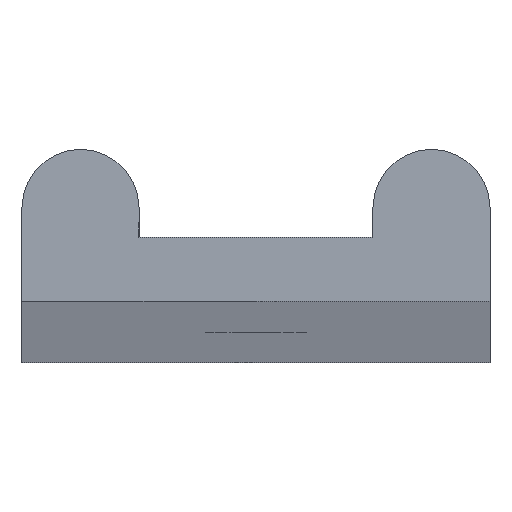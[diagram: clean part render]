
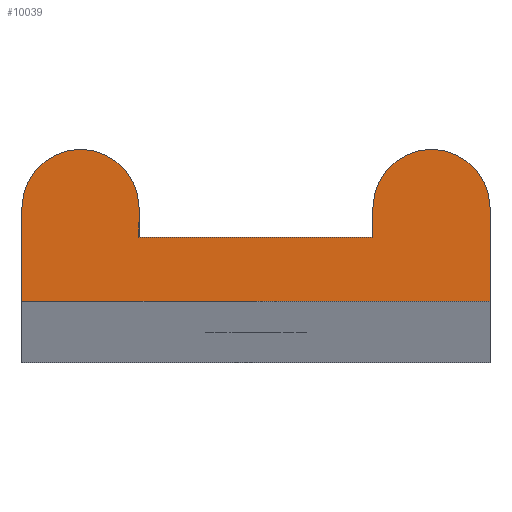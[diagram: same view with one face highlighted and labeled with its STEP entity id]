
A CAD part, top view. The second image highlights one B-rep face of the part: STEP entity #10039.
In plain terms, the highlighted planar face has unit normal (0, 0, 1).
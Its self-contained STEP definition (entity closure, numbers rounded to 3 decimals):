
#147 = CARTESIAN_POINT ( 'NONE',  ( 15., 8., 1500. ) ) ;
#161 = EDGE_CURVE ( 'NONE', #10551, #3767, #5105, .T. ) ;
#168 = CARTESIAN_POINT ( 'NONE',  ( -10., 8., 1500. ) ) ;
#258 = VERTEX_POINT ( 'NONE', #10049 ) ;
#390 = ORIENTED_EDGE ( 'NONE', *, *, #161, .T. ) ;
#486 = CARTESIAN_POINT ( 'NONE',  ( 20., 8., 1500. ) ) ;
#981 = EDGE_LOOP ( 'NONE', ( #1980, #7882, #5077, #6120, #9578, #11264, #8209, #390 ) ) ;
#1149 = CARTESIAN_POINT ( 'NONE',  ( 10., 8., 1500. ) ) ;
#1653 = EDGE_CURVE ( 'NONE', #11289, #5072, #10592, .T. ) ;
#1980 = ORIENTED_EDGE ( 'NONE', *, *, #5893, .T. ) ;
#2267 = DIRECTION ( 'NONE',  ( -1., 0., 0. ) ) ;
#2310 = CARTESIAN_POINT ( 'NONE',  ( 10.67, 5.5, 1500. ) ) ;
#2325 = CARTESIAN_POINT ( 'NONE',  ( -15., 8., 1500. ) ) ;
#2922 = VECTOR ( 'NONE', #6321, 1000. ) ;
#2997 = DIRECTION ( 'NONE',  ( 1., 0., 0. ) ) ;
#3103 = VECTOR ( 'NONE', #7692, 1000. ) ;
#3131 = VECTOR ( 'NONE', #2267, 1000. ) ;
#3515 = CARTESIAN_POINT ( 'NONE',  ( -20., 8., 1500. ) ) ;
#3767 = VERTEX_POINT ( 'NONE', #8844 ) ;
#3906 = VECTOR ( 'NONE', #10262, 1000. ) ;
#4780 = EDGE_CURVE ( 'NONE', #258, #11289, #11591, .T. ) ;
#4985 = CARTESIAN_POINT ( 'NONE',  ( -15., 8., 1500. ) ) ;
#5072 = VERTEX_POINT ( 'NONE', #168 ) ;
#5077 = ORIENTED_EDGE ( 'NONE', *, *, #4780, .T. ) ;
#5105 = LINE ( 'NONE', #486, #11059 ) ;
#5430 = CARTESIAN_POINT ( 'NONE',  ( -20., 8., 1500. ) ) ;
#5442 = LINE ( 'NONE', #9957, #6779 ) ;
#5535 = EDGE_CURVE ( 'NONE', #5072, #12089, #8136, .T. ) ;
#5578 = CARTESIAN_POINT ( 'NONE',  ( 20., 0., 1500. ) ) ;
#5859 = EDGE_CURVE ( 'NONE', #7292, #258, #9902, .T. ) ;
#5893 = EDGE_CURVE ( 'NONE', #3767, #7292, #8881, .T. ) ;
#6065 = DIRECTION ( 'NONE',  ( 0., 1., 0. ) ) ;
#6120 = ORIENTED_EDGE ( 'NONE', *, *, #1653, .T. ) ;
#6321 = DIRECTION ( 'NONE',  ( 0., -1., 0. ) ) ;
#6779 = VECTOR ( 'NONE', #10898, 1000. ) ;
#6952 = CARTESIAN_POINT ( 'NONE',  ( -10., 5.5, 1500. ) ) ;
#7292 = VERTEX_POINT ( 'NONE', #1149 ) ;
#7412 = EDGE_CURVE ( 'NONE', #7588, #10551, #5442, .T. ) ;
#7559 = EDGE_CURVE ( 'NONE', #12089, #7588, #12277, .T. ) ;
#7588 = VERTEX_POINT ( 'NONE', #8243 ) ;
#7692 = DIRECTION ( 'NONE',  ( 0., -1., 0. ) ) ;
#7727 = DIRECTION ( 'NONE',  ( 0., 0., 1. ) ) ;
#7882 = ORIENTED_EDGE ( 'NONE', *, *, #5859, .T. ) ;
#8016 = PLANE ( 'NONE',  #8815 ) ;
#8136 = CIRCLE ( 'NONE', #8961, 5. ) ;
#8209 = ORIENTED_EDGE ( 'NONE', *, *, #7412, .T. ) ;
#8243 = CARTESIAN_POINT ( 'NONE',  ( -20., 0., 1500. ) ) ;
#8361 = FACE_OUTER_BOUND ( 'NONE', #981, .T. ) ;
#8670 = CARTESIAN_POINT ( 'NONE',  ( 10., 8., 1500. ) ) ;
#8815 = AXIS2_PLACEMENT_3D ( 'NONE', #2325, #11683, #8974 ) ;
#8844 = CARTESIAN_POINT ( 'NONE',  ( 20., 8., 1500. ) ) ;
#8881 = CIRCLE ( 'NONE', #10881, 5. ) ;
#8961 = AXIS2_PLACEMENT_3D ( 'NONE', #4985, #10813, #12226 ) ;
#8974 = DIRECTION ( 'NONE',  ( -1., 0., 0. ) ) ;
#9578 = ORIENTED_EDGE ( 'NONE', *, *, #5535, .T. ) ;
#9902 = LINE ( 'NONE', #8670, #3103 ) ;
#9957 = CARTESIAN_POINT ( 'NONE',  ( -20., 0., 1500. ) ) ;
#10039 = ADVANCED_FACE ( 'NONE', ( #8361 ), #8016, .F. ) ;
#10049 = CARTESIAN_POINT ( 'NONE',  ( 10., 5.5, 1500. ) ) ;
#10262 = DIRECTION ( 'NONE',  ( 0., 1., 0. ) ) ;
#10551 = VERTEX_POINT ( 'NONE', #5578 ) ;
#10592 = LINE ( 'NONE', #12307, #3906 ) ;
#10813 = DIRECTION ( 'NONE',  ( 0., 0., 1. ) ) ;
#10881 = AXIS2_PLACEMENT_3D ( 'NONE', #147, #7727, #2997 ) ;
#10898 = DIRECTION ( 'NONE',  ( 1., 0., 0. ) ) ;
#11059 = VECTOR ( 'NONE', #6065, 1000. ) ;
#11264 = ORIENTED_EDGE ( 'NONE', *, *, #7559, .T. ) ;
#11289 = VERTEX_POINT ( 'NONE', #6952 ) ;
#11591 = LINE ( 'NONE', #2310, #3131 ) ;
#11683 = DIRECTION ( 'NONE',  ( 0., 0., -1. ) ) ;
#12089 = VERTEX_POINT ( 'NONE', #5430 ) ;
#12226 = DIRECTION ( 'NONE',  ( -1., 0., 0. ) ) ;
#12277 = LINE ( 'NONE', #3515, #2922 ) ;
#12307 = CARTESIAN_POINT ( 'NONE',  ( -10., 8., 1500. ) ) ;
